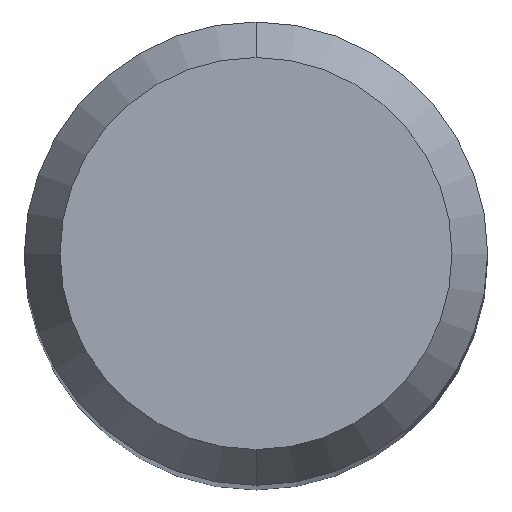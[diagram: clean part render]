
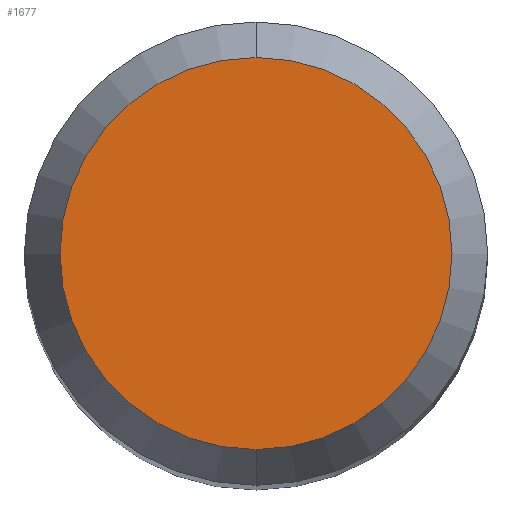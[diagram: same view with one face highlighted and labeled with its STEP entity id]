
A CAD part, top view. The second image highlights one B-rep face of the part: STEP entity #1677.
In plain terms, the highlighted planar face has unit normal (0, 0, 1).
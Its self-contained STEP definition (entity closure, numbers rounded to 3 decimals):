
#1241=EDGE_CURVE('',#1713,#1489,#2650,.T.);
#1385=EDGE_CURVE('',#1489,#1713,#2806,.T.);
#1489=VERTEX_POINT('',#2923);
#1677=ADVANCED_FACE('',(#3126),#3127,.T.);
#1713=VERTEX_POINT('',#3167);
#2650=CIRCLE('',#8866,2.538);
#2806=CIRCLE('',#10444,2.538);
#2923=CARTESIAN_POINT('',(0.0,2.538,0.0));
#3126=FACE_OUTER_BOUND('',#14619,.T.);
#3127=PLANE('',#14620);
#3167=CARTESIAN_POINT('',(0.,-2.538,0.0));
#8866=AXIS2_PLACEMENT_3D('',#18991,#18992,#18993);
#10444=AXIS2_PLACEMENT_3D('',#19150,#19151,#19152);
#14619=EDGE_LOOP('',(#19457,#19458));
#14620=AXIS2_PLACEMENT_3D('',#19459,#19460,#19461);
#18991=CARTESIAN_POINT('',(0.0,0.0,0.0));
#18992=DIRECTION('',(0.0,0.0,-1.0));
#18993=DIRECTION('',(0.0,1.0,0.0));
#19150=CARTESIAN_POINT('',(0.0,0.0,0.0));
#19151=DIRECTION('',(0.0,0.0,-1.0));
#19152=DIRECTION('',(0.0,1.0,0.0));
#19457=ORIENTED_EDGE('',*,*,#1385,.F.);
#19458=ORIENTED_EDGE('',*,*,#1241,.F.);
#19459=CARTESIAN_POINT('',(0.0,1.269,0.0));
#19460=DIRECTION('',(-0.0,0.0,1.0));
#19461=DIRECTION('',(0.0,-1.0,0.0));
